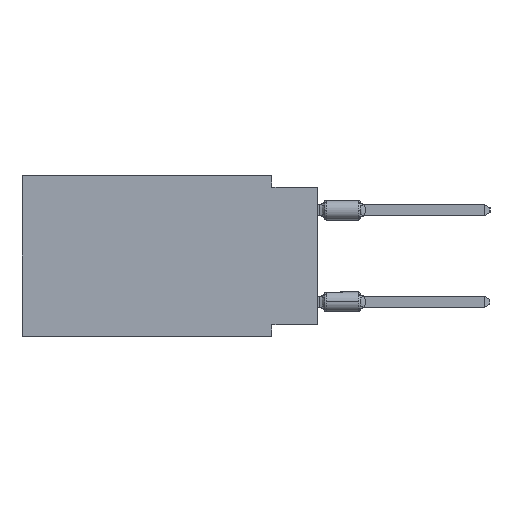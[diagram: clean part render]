
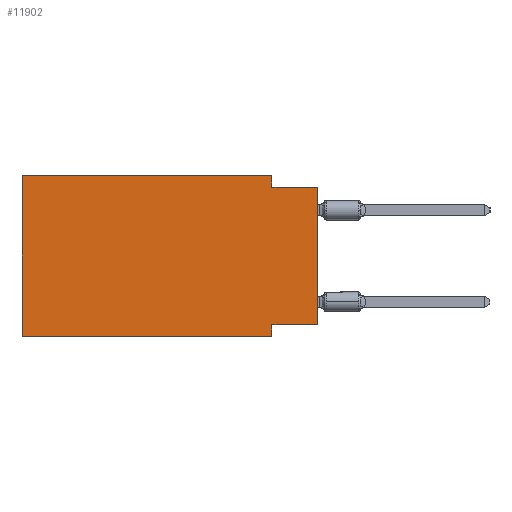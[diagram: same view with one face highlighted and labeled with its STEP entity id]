
A CAD part, left-side view. The second image highlights one B-rep face of the part: STEP entity #11902.
In plain terms, the highlighted planar face has unit normal (-1, 0, 0).
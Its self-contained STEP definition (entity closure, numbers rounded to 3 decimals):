
#242 = VECTOR ( 'NONE', #8296, 1000. ) ;
#1178 = CARTESIAN_POINT ( 'NONE',  ( 0., 2.54, -0.635 ) ) ;
#1289 = DIRECTION ( 'NONE',  ( 1., 0., 0. ) ) ;
#1317 = DIRECTION ( 'NONE',  ( 0., 0., -1. ) ) ;
#1633 = DIRECTION ( 'NONE',  ( 0., 0., -1. ) ) ;
#2082 = CARTESIAN_POINT ( 'NONE',  ( 0., 16.383, 0. ) ) ;
#2409 = DIRECTION ( 'NONE',  ( 0., 0., -1. ) ) ;
#2956 = CARTESIAN_POINT ( 'NONE',  ( 0., 0., -0.635 ) ) ;
#3698 = VECTOR ( 'NONE', #7744, 1000. ) ;
#4280 = EDGE_CURVE ( 'NONE', #57039, #20181, #55388, .T. ) ;
#5405 = VECTOR ( 'NONE', #1317, 1000. ) ;
#5619 = LINE ( 'NONE', #5950, #45024 ) ;
#5950 = CARTESIAN_POINT ( 'NONE',  ( 0., 0., -0.635 ) ) ;
#6895 = ORIENTED_EDGE ( 'NONE', *, *, #54717, .F. ) ;
#7642 = CARTESIAN_POINT ( 'NONE',  ( 0., 2.54, -8.89 ) ) ;
#7744 = DIRECTION ( 'NONE',  ( 0., 0., 1. ) ) ;
#8134 = ORIENTED_EDGE ( 'NONE', *, *, #30972, .F. ) ;
#8165 = VERTEX_POINT ( 'NONE', #2082 ) ;
#8296 = DIRECTION ( 'NONE',  ( 0., -1., 0. ) ) ;
#8864 = EDGE_LOOP ( 'NONE', ( #62602, #12491, #8134, #6895, #30365, #68337, #53387, #34726 ) ) ;
#11902 = ADVANCED_FACE ( 'NONE', ( #49054 ), #44166, .F. ) ;
#12491 = ORIENTED_EDGE ( 'NONE', *, *, #22201, .F. ) ;
#12506 = DIRECTION ( 'NONE',  ( 0., 1., 0. ) ) ;
#12774 = VERTEX_POINT ( 'NONE', #1178 ) ;
#12855 = LINE ( 'NONE', #49117, #68634 ) ;
#12966 = CARTESIAN_POINT ( 'NONE',  ( 0., 16.383, 0. ) ) ;
#16516 = CARTESIAN_POINT ( 'NONE',  ( 0., 16.383, 0. ) ) ;
#16985 = CARTESIAN_POINT ( 'NONE',  ( 0., 16.383, 0. ) ) ;
#20008 = EDGE_CURVE ( 'NONE', #45770, #23131, #55375, .T. ) ;
#20181 = VERTEX_POINT ( 'NONE', #57938 ) ;
#20661 = AXIS2_PLACEMENT_3D ( 'NONE', #16985, #1289, #1633 ) ;
#21593 = LINE ( 'NONE', #54303, #5405 ) ;
#22201 = EDGE_CURVE ( 'NONE', #12774, #59016, #5619, .T. ) ;
#23131 = VERTEX_POINT ( 'NONE', #43440 ) ;
#25374 = CARTESIAN_POINT ( 'NONE',  ( 0., 0., -8.255 ) ) ;
#25622 = EDGE_CURVE ( 'NONE', #57039, #59016, #12855, .T. ) ;
#26914 = DIRECTION ( 'NONE',  ( 0., -1., 0. ) ) ;
#27725 = CARTESIAN_POINT ( 'NONE',  ( 0., 16.383, -8.89 ) ) ;
#28017 = CARTESIAN_POINT ( 'NONE',  ( 0., 2.54, 0. ) ) ;
#30365 = ORIENTED_EDGE ( 'NONE', *, *, #45044, .F. ) ;
#30972 = EDGE_CURVE ( 'NONE', #54850, #12774, #21593, .T. ) ;
#34726 = ORIENTED_EDGE ( 'NONE', *, *, #4280, .F. ) ;
#38674 = DIRECTION ( 'NONE',  ( 0., 0., 1. ) ) ;
#41435 = LINE ( 'NONE', #12966, #3698 ) ;
#43440 = CARTESIAN_POINT ( 'NONE',  ( 0., 2.54, -8.89 ) ) ;
#44038 = VECTOR ( 'NONE', #2409, 1000. ) ;
#44166 = PLANE ( 'NONE',  #20661 ) ;
#44585 = CARTESIAN_POINT ( 'NONE',  ( 0., 0., -8.255 ) ) ;
#44935 = LINE ( 'NONE', #7642, #44038 ) ;
#45024 = VECTOR ( 'NONE', #26914, 1000. ) ;
#45044 = EDGE_CURVE ( 'NONE', #45770, #8165, #41435, .T. ) ;
#45770 = VERTEX_POINT ( 'NONE', #27725 ) ;
#49054 = FACE_OUTER_BOUND ( 'NONE', #8864, .T. ) ;
#49117 = CARTESIAN_POINT ( 'NONE',  ( 0., 0., 0. ) ) ;
#51979 = EDGE_CURVE ( 'NONE', #20181, #23131, #44935, .T. ) ;
#52772 = DIRECTION ( 'NONE',  ( 0., -1., 0. ) ) ;
#52971 = VECTOR ( 'NONE', #12506, 1000. ) ;
#53387 = ORIENTED_EDGE ( 'NONE', *, *, #51979, .F. ) ;
#54303 = CARTESIAN_POINT ( 'NONE',  ( 0., 2.54, 0. ) ) ;
#54717 = EDGE_CURVE ( 'NONE', #8165, #54850, #63893, .T. ) ;
#54850 = VERTEX_POINT ( 'NONE', #28017 ) ;
#55375 = LINE ( 'NONE', #60589, #242 ) ;
#55388 = LINE ( 'NONE', #44585, #52971 ) ;
#57039 = VERTEX_POINT ( 'NONE', #25374 ) ;
#57938 = CARTESIAN_POINT ( 'NONE',  ( 0., 2.54, -8.255 ) ) ;
#59016 = VERTEX_POINT ( 'NONE', #2956 ) ;
#60589 = CARTESIAN_POINT ( 'NONE',  ( 0., 16.383, -8.89 ) ) ;
#62602 = ORIENTED_EDGE ( 'NONE', *, *, #25622, .T. ) ;
#63893 = LINE ( 'NONE', #16516, #68644 ) ;
#68337 = ORIENTED_EDGE ( 'NONE', *, *, #20008, .T. ) ;
#68634 = VECTOR ( 'NONE', #38674, 1000. ) ;
#68644 = VECTOR ( 'NONE', #52772, 1000. ) ;
